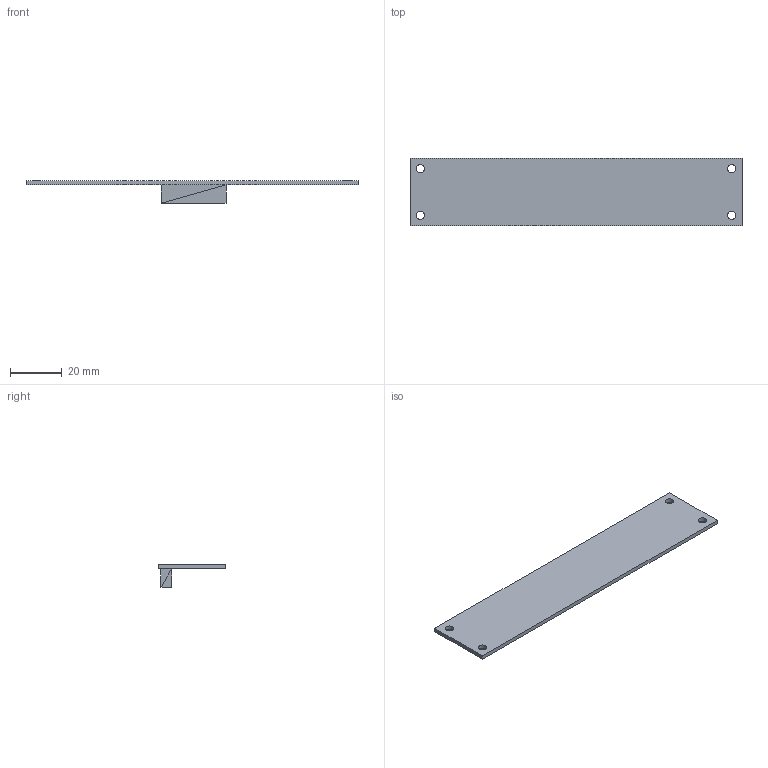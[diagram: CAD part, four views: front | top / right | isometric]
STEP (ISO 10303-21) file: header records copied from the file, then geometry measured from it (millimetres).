
FILE_DESCRIPTION(('for SolidWorks'),'2;1');
FILE_NAME('keypad.step', '2025-03-10T14:47:54',('akasaka'),(''), 'Open CASCADE STEP processor 6.6','DipTrace','Unknown');
FILE_SCHEMA(('AUTOMOTIVE_DESIGN { 1 0 10303 214 1 1 1 1 }'));
Length unit declared in the file: millimetre
Products named in the file (3): PCB_keypad; Board_keypad; 09DB-6S(LF)
Assembly tree (2 placements, depth 2):
  PCB_keypad
    Board_keypad
    09DB-6S(LF)
Bounding box: 128 x 26 x 8.69 mm (x, y, z)
Volume: 5239.1 mm3; surface area: 7763.4 mm2
Topology: 1 solids, 13 shells, 22 faces, 60 edges, 52 vertices
Faces by surface type: plane 18, cylinder 4
Full cylindrical faces by diameter (mm): 3.2 x4
Entity records: 762 total; most frequent: CARTESIAN_POINT 137, DIRECTION 118, ORIENTED_EDGE 84, EDGE_CURVE 60, VERTEX_POINT 52, LINE 52, VECTOR 52, AXIS2_PLACEMENT_3D 33
